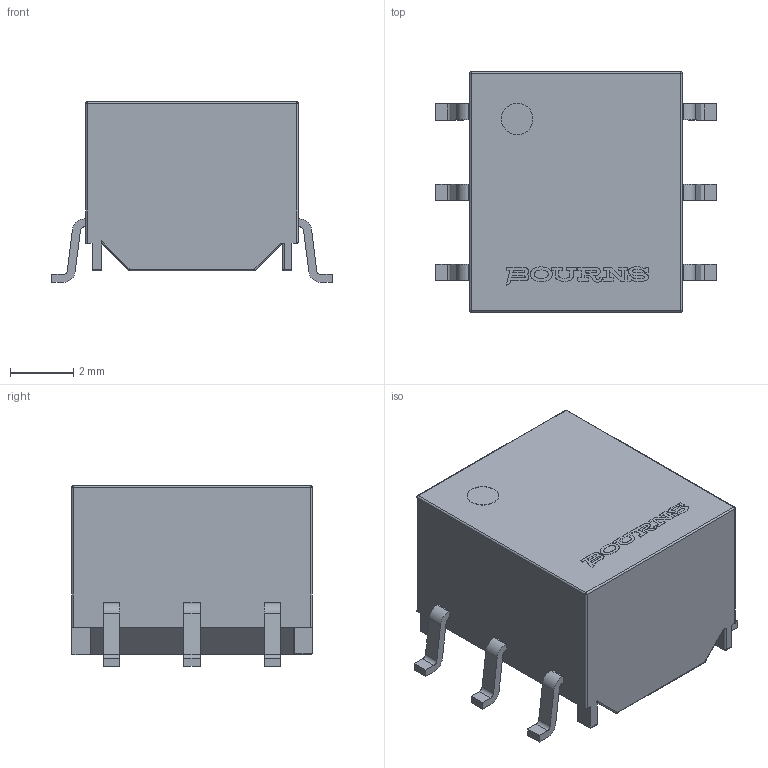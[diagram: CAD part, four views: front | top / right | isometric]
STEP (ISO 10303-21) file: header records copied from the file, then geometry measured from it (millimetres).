
FILE_DESCRIPTION(/* description */ (''),/* implementation_level */ '2;1');
FILE_NAME(/* name */ 'SM91502ALE_ass.stp',/* time_stamp */ '2020-01-24T07:35:57+02:00',/* author */ ('Khaled'),/* organization */ (''),/* preprocessor_version */ 'ST-DEVELOPER v17.2',/* originating_system */ 'Autodesk Inventor 2019',/* authorisation */ '');
FILE_SCHEMA (('AUTOMOTIVE_DESIGN { 1 0 10303 214 3 1 1 }'));
Length unit declared in the file: millimetre
Products named in the file (5): SM91502ALE; 1; 2; Bourns; circle
Assembly tree (4 placements, depth 2):
  SM91502ALE
    1
    2
    Bourns
    circle
Bounding box: 8.89 x 7.62 x 5.72 mm (x, y, z)
Volume: 264.8 mm3; surface area: 278.1 mm2
Topology: 14 solids, 14 shells, 384 faces, 1019 edges, 664 vertices
Faces by surface type: plane 186, bspline 125, cylinder 59, sphere 14
Full cylindrical faces by diameter (mm): 1 x2
Entity records: 12797 total; most frequent: CARTESIAN_POINT 3551, ORIENTED_EDGE 2038, DIRECTION 1521, EDGE_CURVE 1019, VERTEX_POINT 664, LINE 653, VECTOR 653, AXIS2_PLACEMENT_3D 434
